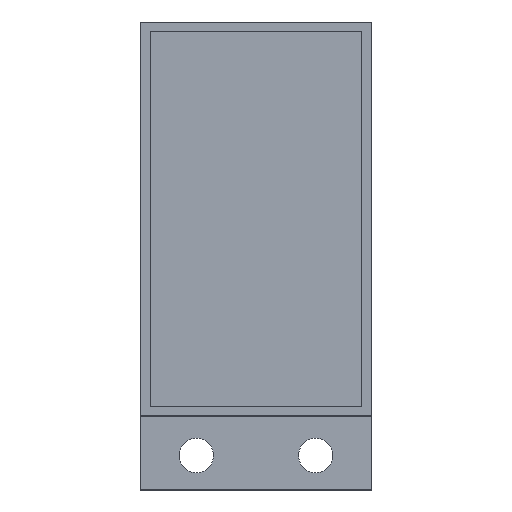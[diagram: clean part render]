
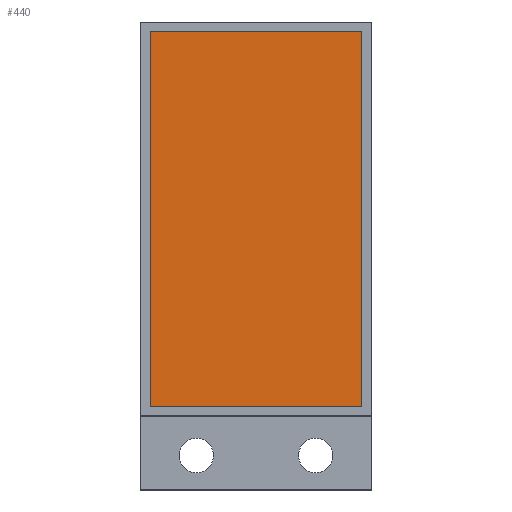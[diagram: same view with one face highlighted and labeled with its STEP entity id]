
A CAD part, top view. The second image highlights one B-rep face of the part: STEP entity #440.
In plain terms, the highlighted planar face has unit normal (0, 0, 1).
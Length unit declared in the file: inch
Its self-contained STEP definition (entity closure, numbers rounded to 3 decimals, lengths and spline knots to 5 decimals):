
#141=DIRECTION('',(0.,-1.,0.));
#142=VECTOR('',#141,1.49606);
#143=CARTESIAN_POINT('',(-0.42323,1.29921,
0.30709));
#144=LINE('',#143,#142);
#145=DIRECTION('',(-1.,0.,0.));
#146=VECTOR('',#145,0.84646);
#147=CARTESIAN_POINT('',(0.42323,1.29921,0.30709));
#148=LINE('',#147,#146);
#149=DIRECTION('',(0.,1.,0.));
#150=VECTOR('',#149,1.49606);
#151=CARTESIAN_POINT('',(0.42323,-0.19685,
0.30709));
#152=LINE('',#151,#150);
#153=DIRECTION('',(1.,0.,0.));
#154=VECTOR('',#153,0.84646);
#155=CARTESIAN_POINT('',(-0.42323,-0.19685,
0.30709));
#156=LINE('',#155,#154);
#201=CARTESIAN_POINT('',(-0.42323,1.29921,
0.30709));
#202=CARTESIAN_POINT('',(-0.42323,-0.19685,
0.30709));
#203=VERTEX_POINT('',#201);
#204=VERTEX_POINT('',#202);
#205=CARTESIAN_POINT('',(0.42323,-0.19685,
0.30709));
#206=VERTEX_POINT('',#205);
#207=CARTESIAN_POINT('',(0.42323,1.29921,0.30709));
#208=VERTEX_POINT('',#207);
#429=CARTESIAN_POINT('',(0.,0.,0.30709));
#430=DIRECTION('',(0.,0.,1.));
#431=DIRECTION('',(1.,0.,0.));
#432=AXIS2_PLACEMENT_3D('',#429,#430,#431);
#433=PLANE('',#432);
#434=ORIENTED_EDGE('',*,*,#381,.F.);
#435=ORIENTED_EDGE('',*,*,#396,.F.);
#436=ORIENTED_EDGE('',*,*,#410,.F.);
#437=ORIENTED_EDGE('',*,*,#423,.F.);
#438=EDGE_LOOP('',(#434,#435,#436,#437));
#439=FACE_OUTER_BOUND('',#438,.F.);
#440=ADVANCED_FACE('',(#439),#433,.T.);
#381=EDGE_CURVE('',#203,#204,#144,.T.);
#396=EDGE_CURVE('',#208,#203,#148,.T.);
#410=EDGE_CURVE('',#206,#208,#152,.T.);
#423=EDGE_CURVE('',#204,#206,#156,.T.);
